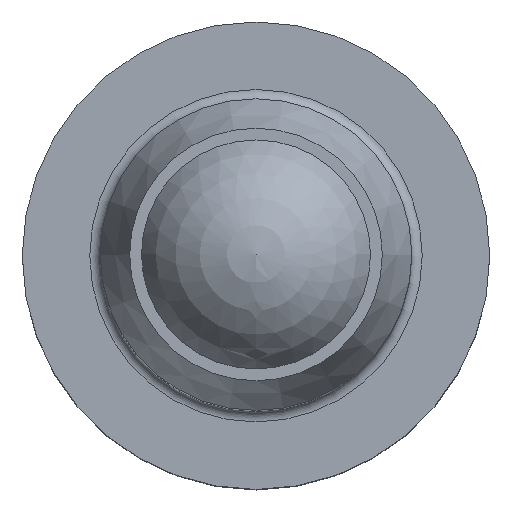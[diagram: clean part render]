
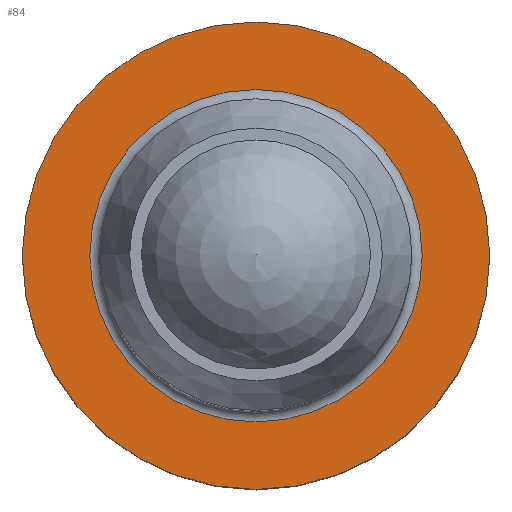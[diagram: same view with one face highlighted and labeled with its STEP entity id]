
A CAD part, top view. The second image highlights one B-rep face of the part: STEP entity #84.
In plain terms, the highlighted planar face has unit normal (0, 0, 1).
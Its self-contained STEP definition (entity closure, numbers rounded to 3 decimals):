
#84 = ADVANCED_FACE( '', ( #172, #173 ), #174, .F. );
#172 = FACE_BOUND( '', #255, .T. );
#173 = FACE_OUTER_BOUND( '', #256, .T. );
#174 = PLANE( '', #257 );
#255 = EDGE_LOOP( '', ( #412 ) );
#256 = EDGE_LOOP( '', ( #413 ) );
#257 = AXIS2_PLACEMENT_3D( '', #414, #415, #416 );
#412 = ORIENTED_EDGE( '', *, *, #442, .T. );
#413 = ORIENTED_EDGE( '', *, *, #484, .F. );
#414 = CARTESIAN_POINT( '', ( 0., 0., 0. ) );
#415 = DIRECTION( '', ( 0., 0., -1. ) );
#416 = DIRECTION( '', ( -1., 0., 0. ) );
#442 = EDGE_CURVE( '', #511, #511, #512, .T. );
#484 = EDGE_CURVE( '', #570, #570, #571, .T. );
#511 = VERTEX_POINT( '', #601 );
#512 = CIRCLE( '', #602, 12.8 );
#570 = VERTEX_POINT( '', #679 );
#571 = CIRCLE( '', #680, 18. );
#601 = CARTESIAN_POINT( '', ( -12.8, 0., 0. ) );
#602 = AXIS2_PLACEMENT_3D( '', #703, #704, #705 );
#679 = CARTESIAN_POINT( '', ( 18., 0., 0. ) );
#680 = AXIS2_PLACEMENT_3D( '', #752, #753, #754 );
#703 = CARTESIAN_POINT( '', ( 0., 0., 0. ) );
#704 = DIRECTION( '', ( 0., 0., -1. ) );
#705 = DIRECTION( '', ( -1., 0., 0. ) );
#752 = CARTESIAN_POINT( '', ( 0., 0., 0. ) );
#753 = DIRECTION( '', ( 0., 0., -1. ) );
#754 = DIRECTION( '', ( 1., 0., 0. ) );
